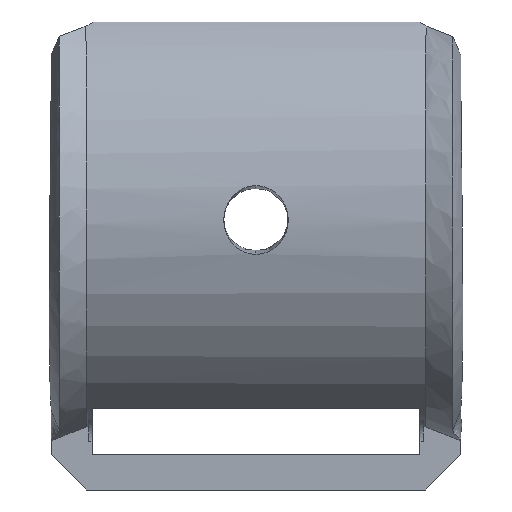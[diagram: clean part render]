
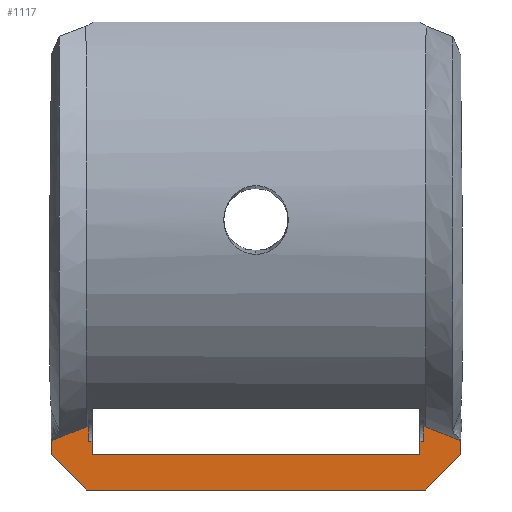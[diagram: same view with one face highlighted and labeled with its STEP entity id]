
A CAD part, front view. The second image highlights one B-rep face of the part: STEP entity #1117.
In plain terms, the highlighted planar face has unit normal (0, -1, 0).
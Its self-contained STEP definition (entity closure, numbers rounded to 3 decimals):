
#205=DIRECTION('',(0.,0.,1.));
#206=VECTOR('',#205,1.167);
#207=CARTESIAN_POINT('',(14.,-2.,3.));
#208=LINE('',#207,#206);
#251=DIRECTION('',(0.,0.,-1.));
#252=VECTOR('',#251,1.167);
#253=CARTESIAN_POINT('',(-17.5,-2.,4.167));
#254=LINE('',#253,#252);
#255=CARTESIAN_POINT('',(-17.5,-2.,4.167));
#256=CARTESIAN_POINT('',(-17.497,-2.,4.176));
#257=CARTESIAN_POINT('',(-17.491,-2.,4.193));
#258=CARTESIAN_POINT('',(-17.485,-2.,4.21));
#259=CARTESIAN_POINT('',(-17.482,-2.,4.218));
#261=CARTESIAN_POINT('',(-17.482,-2.,4.218));
#262=CARTESIAN_POINT('',(-17.368,-2.,4.261));
#263=CARTESIAN_POINT('',(-17.134,-2.,4.351));
#264=CARTESIAN_POINT('',(-16.761,-2.,4.495));
#265=CARTESIAN_POINT('',(-16.365,-2.,4.65));
#266=CARTESIAN_POINT('',(-15.942,-2.,4.817));
#267=CARTESIAN_POINT('',(-15.491,-2.,4.996));
#268=CARTESIAN_POINT('',(-15.011,-2.,5.188));
#269=CARTESIAN_POINT('',(-14.668,-2.,5.325));
#270=CARTESIAN_POINT('',(-14.491,-2.,5.396));
#272=DIRECTION('',(1.,0.,0.));
#273=VECTOR('',#272,0.181);
#274=CARTESIAN_POINT('',(-14.491,-2.,5.396));
#275=LINE('',#274,#273);
#276=DIRECTION('',(0.,0.,-1.));
#277=VECTOR('',#276,1.229);
#278=CARTESIAN_POINT('',(-14.31,-2.,5.396));
#279=LINE('',#278,#277);
#280=DIRECTION('',(0.,0.,1.));
#281=VECTOR('',#280,1.167);
#282=CARTESIAN_POINT('',(-14.,-2.,3.));
#283=LINE('',#282,#281);
#284=DIRECTION('',(0.,0.,1.));
#285=VECTOR('',#284,1.229);
#286=CARTESIAN_POINT('',(14.31,-2.,4.167));
#287=LINE('',#286,#285);
#288=DIRECTION('',(1.,0.,0.));
#289=VECTOR('',#288,0.18);
#290=CARTESIAN_POINT('',(14.31,-2.,5.396));
#291=LINE('',#290,#289);
#292=CARTESIAN_POINT('',(14.49,-2.,5.396));
#293=CARTESIAN_POINT('',(14.852,-2.,5.252));
#294=CARTESIAN_POINT('',(15.555,-2.,4.971));
#295=CARTESIAN_POINT('',(16.549,-2.,4.577));
#296=CARTESIAN_POINT('',(17.177,-2.,4.333));
#297=CARTESIAN_POINT('',(17.483,-2.,4.215));
#299=DIRECTION('',(0.,0.,1.));
#300=VECTOR('',#299,1.167);
#301=CARTESIAN_POINT('',(17.5,-2.,3.));
#302=LINE('',#301,#300);
#303=DIRECTION('',(0.707,0.,0.707));
#304=VECTOR('',#303,4.243);
#305=CARTESIAN_POINT('',(14.5,-2.,0.));
#306=LINE('',#305,#304);
#307=DIRECTION('',(1.,0.,0.));
#308=VECTOR('',#307,29.);
#309=CARTESIAN_POINT('',(-14.5,-2.,0.));
#310=LINE('',#309,#308);
#311=DIRECTION('',(0.707,0.,-0.707));
#312=VECTOR('',#311,4.243);
#313=CARTESIAN_POINT('',(-17.5,-2.,3.));
#314=LINE('',#313,#312);
#331=CARTESIAN_POINT('',(-17.482,-2.,4.218));
#513=DIRECTION('',(1.,0.,0.));
#514=VECTOR('',#513,0.31);
#515=CARTESIAN_POINT('',(-14.31,-2.,4.167));
#516=LINE('',#515,#514);
#677=DIRECTION('',(1.,0.,0.));
#678=VECTOR('',#677,28.);
#679=CARTESIAN_POINT('',(-14.,-2.,3.));
#680=LINE('',#679,#678);
#715=CARTESIAN_POINT('',(17.5,-2.,4.167));
#716=CARTESIAN_POINT('',(17.497,-2.,4.175));
#717=CARTESIAN_POINT('',(17.492,-2.,4.191));
#718=CARTESIAN_POINT('',(17.486,-2.,4.207));
#719=CARTESIAN_POINT('',(17.483,-2.,4.215));
#820=DIRECTION('',(1.,0.,0.));
#821=VECTOR('',#820,0.31);
#822=CARTESIAN_POINT('',(14.,-2.,4.167));
#823=LINE('',#822,#821);
#852=CARTESIAN_POINT('',(17.5,-2.,4.167));
#854=VERTEX_POINT('',#852);
#870=CARTESIAN_POINT('',(-17.5,-2.,3.));
#871=CARTESIAN_POINT('',(-14.5,-2.,0.));
#872=VERTEX_POINT('',#870);
#873=VERTEX_POINT('',#871);
#884=CARTESIAN_POINT('',(-14.,-2.,4.167));
#886=VERTEX_POINT('',#884);
#890=CARTESIAN_POINT('',(-17.5,-2.,4.167));
#891=VERTEX_POINT('',#890);
#892=CARTESIAN_POINT('',(17.5,-2.,3.));
#893=VERTEX_POINT('',#892);
#902=CARTESIAN_POINT('',(-14.31,-2.,4.167));
#904=VERTEX_POINT('',#902);
#910=CARTESIAN_POINT('',(14.5,-2.,0.));
#911=VERTEX_POINT('',#910);
#920=CARTESIAN_POINT('',(14.31,-2.,4.167));
#921=VERTEX_POINT('',#920);
#931=CARTESIAN_POINT('',(14.,-2.,4.167));
#932=VERTEX_POINT('',#931);
#934=CARTESIAN_POINT('',(-14.,-2.,3.));
#935=CARTESIAN_POINT('',(14.,-2.,3.));
#936=VERTEX_POINT('',#934);
#937=VERTEX_POINT('',#935);
#938=VERTEX_POINT('',#719);
#939=CARTESIAN_POINT('',(14.31,-2.,5.396));
#940=VERTEX_POINT('',#939);
#947=CARTESIAN_POINT('',(14.49,-2.,5.396));
#948=VERTEX_POINT('',#947);
#949=VERTEX_POINT('',#331);
#950=VERTEX_POINT('',#270);
#951=CARTESIAN_POINT('',(-14.31,-2.,5.396));
#952=VERTEX_POINT('',#951);
#1076=CARTESIAN_POINT('',(14.31,-2.,0.));
#1077=DIRECTION('',(0.,-1.,0.));
#1078=DIRECTION('',(0.,0.,-1.));
#1079=AXIS2_PLACEMENT_3D('',#1076,#1077,#1078);
#1080=PLANE('',#1079);
#1082=ORIENTED_EDGE('',*,*,#1081,.F.);
#1084=ORIENTED_EDGE('',*,*,#1083,.T.);
#1086=ORIENTED_EDGE('',*,*,#1085,.T.);
#1088=ORIENTED_EDGE('',*,*,#1087,.T.);
#1090=ORIENTED_EDGE('',*,*,#1089,.T.);
#1092=ORIENTED_EDGE('',*,*,#1091,.T.);
#1094=ORIENTED_EDGE('',*,*,#1093,.F.);
#1096=ORIENTED_EDGE('',*,*,#1095,.T.);
#1097=ORIENTED_EDGE('',*,*,#1022,.T.);
#1099=ORIENTED_EDGE('',*,*,#1098,.T.);
#1101=ORIENTED_EDGE('',*,*,#1100,.T.);
#1103=ORIENTED_EDGE('',*,*,#1102,.T.);
#1105=ORIENTED_EDGE('',*,*,#1104,.T.);
#1107=ORIENTED_EDGE('',*,*,#1106,.F.);
#1108=ORIENTED_EDGE('',*,*,#1066,.F.);
#1110=ORIENTED_EDGE('',*,*,#1109,.F.);
#1112=ORIENTED_EDGE('',*,*,#1111,.F.);
#1114=ORIENTED_EDGE('',*,*,#1113,.F.);
#1115=EDGE_LOOP('',(#1082,#1084,#1086,#1088,#1090,#1092,#1094,#1096,#1097,#1099,
#1101,#1103,#1105,#1107,#1108,#1110,#1112,#1114));
#1116=FACE_OUTER_BOUND('',#1115,.F.);
#1117=ADVANCED_FACE('',(#1116),#1080,.T.);
#260=B_SPLINE_CURVE_WITH_KNOTS('',3,(#255,#256,#257,#258,#259),.UNSPECIFIED.,
.F.,.F.,(4,1,4),(0.,0.5,1.),.UNSPECIFIED.);
#271=B_SPLINE_CURVE_WITH_KNOTS('',3,(#261,#262,#263,#264,#265,#266,#267,#268,
#269,#270),.UNSPECIFIED.,.F.,.F.,(4,1,1,1,1,1,1,4),(0.,0.143,
0.286,0.429,0.571,0.714,
0.857,1.),.UNSPECIFIED.);
#298=B_SPLINE_CURVE_WITH_KNOTS('',3,(#292,#293,#294,#295,#296,#297),
.UNSPECIFIED.,.F.,.F.,(4,1,1,4),(0.,0.333,0.667,1.),
.UNSPECIFIED.);
#720=B_SPLINE_CURVE_WITH_KNOTS('',3,(#715,#716,#717,#718,#719),.UNSPECIFIED.,
.F.,.F.,(4,1,4),(0.,0.5,1.),.UNSPECIFIED.);
#1022=EDGE_CURVE('',#937,#932,#208,.T.);
#1066=EDGE_CURVE('',#893,#854,#302,.T.);
#1081=EDGE_CURVE('',#891,#872,#254,.T.);
#1083=EDGE_CURVE('',#891,#949,#260,.T.);
#1085=EDGE_CURVE('',#949,#950,#271,.T.);
#1087=EDGE_CURVE('',#950,#952,#275,.T.);
#1089=EDGE_CURVE('',#952,#904,#279,.T.);
#1091=EDGE_CURVE('',#904,#886,#516,.T.);
#1093=EDGE_CURVE('',#936,#886,#283,.T.);
#1095=EDGE_CURVE('',#936,#937,#680,.T.);
#1098=EDGE_CURVE('',#932,#921,#823,.T.);
#1100=EDGE_CURVE('',#921,#940,#287,.T.);
#1102=EDGE_CURVE('',#940,#948,#291,.T.);
#1104=EDGE_CURVE('',#948,#938,#298,.T.);
#1106=EDGE_CURVE('',#854,#938,#720,.T.);
#1109=EDGE_CURVE('',#911,#893,#306,.T.);
#1111=EDGE_CURVE('',#873,#911,#310,.T.);
#1113=EDGE_CURVE('',#872,#873,#314,.T.);
